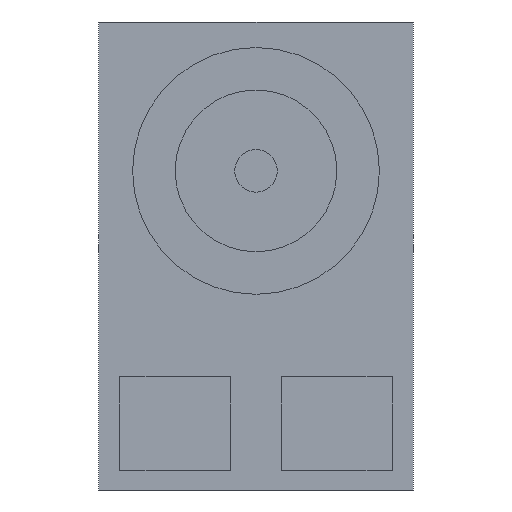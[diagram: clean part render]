
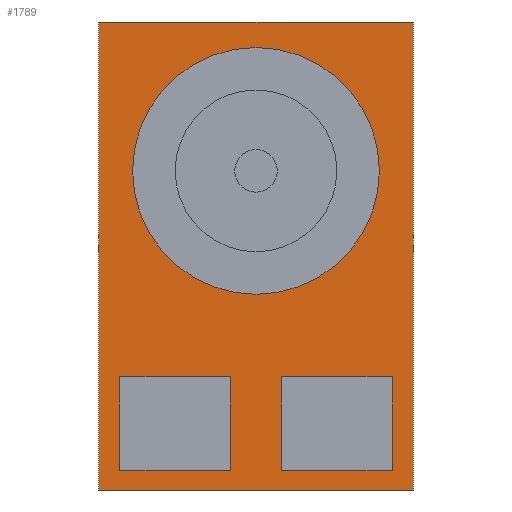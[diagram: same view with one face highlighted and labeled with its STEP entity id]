
A CAD part, front view. The second image highlights one B-rep face of the part: STEP entity #1789.
In plain terms, the highlighted planar face has unit normal (0, -1, 0).
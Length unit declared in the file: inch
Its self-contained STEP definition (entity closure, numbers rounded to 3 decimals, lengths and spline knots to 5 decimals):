
#3 = LINE ( 'NONE', #300, #172 ) ;
#5 = EDGE_CURVE ( 'NONE', #940, #914, #1005, .T. ) ;
#11 = CARTESIAN_POINT ( 'NONE',  ( -0.00591, 0., -0.02795 ) ) ;
#21 = LINE ( 'NONE', #1341, #646 ) ;
#58 = ORIENTED_EDGE ( 'NONE', *, *, #1639, .F. ) ;
#66 = CARTESIAN_POINT ( 'NONE',  ( 0., 0., 0.01969 ) ) ;
#75 = EDGE_CURVE ( 'NONE', #1548, #1392, #187, .T. ) ;
#83 = DIRECTION ( 'NONE',  ( 0., 0., -1. ) ) ;
#106 = VECTOR ( 'NONE', #83, 39.37008 ) ;
#113 = EDGE_CURVE ( 'NONE', #1017, #592, #1864, .T. ) ;
#118 = DIRECTION ( 'NONE',  ( 0., 0., 1. ) ) ;
#125 = EDGE_CURVE ( 'NONE', #592, #1020, #1704, .T. ) ;
#144 = EDGE_CURVE ( 'NONE', #1043, #685, #825, .T. ) ;
#157 = VERTEX_POINT ( 'NONE', #674 ) ;
#159 = CARTESIAN_POINT ( 'NONE',  ( 0., 0., 0.01969 ) ) ;
#167 = CARTESIAN_POINT ( 'NONE',  ( 0.03642, 0., -0.05413 ) ) ;
#172 = VECTOR ( 'NONE', #1075, 39.37008 ) ;
#187 = LINE ( 'NONE', #336, #830 ) ;
#203 = CARTESIAN_POINT ( 'NONE',  ( 0.03642, 0., 0.05413 ) ) ;
#210 = CARTESIAN_POINT ( 'NONE',  ( -0.0315, 0., -0.04961 ) ) ;
#239 = DIRECTION ( 'NONE',  ( 0., 0., -1. ) ) ;
#256 = EDGE_CURVE ( 'NONE', #534, #157, #21, .T. ) ;
#264 = CARTESIAN_POINT ( 'NONE',  ( 0., 0., 0. ) ) ;
#267 = CARTESIAN_POINT ( 'NONE',  ( -0.03642, 0., -0.05413 ) ) ;
#300 = CARTESIAN_POINT ( 'NONE',  ( 0.0315, 0., -0.02795 ) ) ;
#305 = FACE_BOUND ( 'NONE', #583, .T. ) ;
#318 = CARTESIAN_POINT ( 'NONE',  ( -0.00591, 0., -0.02795 ) ) ;
#336 = CARTESIAN_POINT ( 'NONE',  ( -0.0315, 0., -0.02795 ) ) ;
#359 = EDGE_CURVE ( 'NONE', #914, #940, #1264, .T. ) ;
#364 = DIRECTION ( 'NONE',  ( 1., 0., 0. ) ) ;
#390 = EDGE_LOOP ( 'NONE', ( #1231, #58, #1763, #1335 ) ) ;
#392 = CARTESIAN_POINT ( 'NONE',  ( 0.00591, 0., -0.02795 ) ) ;
#402 = CARTESIAN_POINT ( 'NONE',  ( 0.0315, 0., -0.04961 ) ) ;
#417 = CARTESIAN_POINT ( 'NONE',  ( 0.00591, 0., -0.04961 ) ) ;
#438 = CARTESIAN_POINT ( 'NONE',  ( 0.03642, 0., 0.05413 ) ) ;
#443 = AXIS2_PLACEMENT_3D ( 'NONE', #66, #964, #364 ) ;
#445 = ORIENTED_EDGE ( 'NONE', *, *, #1373, .F. ) ;
#519 = ORIENTED_EDGE ( 'NONE', *, *, #75, .F. ) ;
#534 = VERTEX_POINT ( 'NONE', #417 ) ;
#551 = EDGE_CURVE ( 'NONE', #609, #1017, #1447, .T. ) ;
#575 = FACE_OUTER_BOUND ( 'NONE', #795, .T. ) ;
#578 = CARTESIAN_POINT ( 'NONE',  ( 0.02854, 0., 0.01969 ) ) ;
#583 = EDGE_LOOP ( 'NONE', ( #519, #1702, #612, #1748 ) ) ;
#592 = VERTEX_POINT ( 'NONE', #1622 ) ;
#609 = VERTEX_POINT ( 'NONE', #167 ) ;
#612 = ORIENTED_EDGE ( 'NONE', *, *, #144, .F. ) ;
#646 = VECTOR ( 'NONE', #1195, 39.37008 ) ;
#650 = ORIENTED_EDGE ( 'NONE', *, *, #359, .F. ) ;
#674 = CARTESIAN_POINT ( 'NONE',  ( 0.0315, 0., -0.04961 ) ) ;
#685 = VERTEX_POINT ( 'NONE', #318 ) ;
#703 = CARTESIAN_POINT ( 'NONE',  ( 0.00591, 0., -0.02795 ) ) ;
#707 = FACE_BOUND ( 'NONE', #390, .T. ) ;
#795 = EDGE_LOOP ( 'NONE', ( #1308, #445, #1387, #1225 ) ) ;
#799 = VECTOR ( 'NONE', #1471, 39.37008 ) ;
#825 = LINE ( 'NONE', #1134, #1776 ) ;
#830 = VECTOR ( 'NONE', #1762, 39.37008 ) ;
#840 = DIRECTION ( 'NONE',  ( 1., 0., 0. ) ) ;
#846 = DIRECTION ( 'NONE',  ( 0., 0., 1. ) ) ;
#914 = VERTEX_POINT ( 'NONE', #578 ) ;
#940 = VERTEX_POINT ( 'NONE', #1154 ) ;
#953 = DIRECTION ( 'NONE',  ( 1., 0., 0. ) ) ;
#964 = DIRECTION ( 'NONE',  ( 0., -1., 0. ) ) ;
#986 = CARTESIAN_POINT ( 'NONE',  ( -0.03642, 0., 0.05413 ) ) ;
#991 = VERTEX_POINT ( 'NONE', #1506 ) ;
#999 = AXIS2_PLACEMENT_3D ( 'NONE', #264, #1467, #1740 ) ;
#1005 = CIRCLE ( 'NONE', #1495, 0.02854 ) ;
#1015 = CARTESIAN_POINT ( 'NONE',  ( -0.03642, 0., -0.05413 ) ) ;
#1017 = VERTEX_POINT ( 'NONE', #1015 ) ;
#1020 = VERTEX_POINT ( 'NONE', #438 ) ;
#1043 = VERTEX_POINT ( 'NONE', #1363 ) ;
#1055 = EDGE_CURVE ( 'NONE', #991, #1465, #3, .T. ) ;
#1075 = DIRECTION ( 'NONE',  ( -1., 0., 0. ) ) ;
#1106 = LINE ( 'NONE', #402, #1116 ) ;
#1116 = VECTOR ( 'NONE', #1391, 39.37008 ) ;
#1134 = CARTESIAN_POINT ( 'NONE',  ( -0.00591, 0., -0.04961 ) ) ;
#1146 = VECTOR ( 'NONE', #1596, 39.37008 ) ;
#1152 = LINE ( 'NONE', #11, #1146 ) ;
#1154 = CARTESIAN_POINT ( 'NONE',  ( -0.02854, 0., 0.01969 ) ) ;
#1156 = EDGE_CURVE ( 'NONE', #157, #991, #1106, .T. ) ;
#1174 = FACE_BOUND ( 'NONE', #1793, .T. ) ;
#1195 = DIRECTION ( 'NONE',  ( 1., 0., 0. ) ) ;
#1225 = ORIENTED_EDGE ( 'NONE', *, *, #113, .F. ) ;
#1231 = ORIENTED_EDGE ( 'NONE', *, *, #256, .F. ) ;
#1241 = EDGE_CURVE ( 'NONE', #685, #1548, #1152, .T. ) ;
#1263 = ORIENTED_EDGE ( 'NONE', *, *, #5, .F. ) ;
#1264 = CIRCLE ( 'NONE', #443, 0.02854 ) ;
#1295 = EDGE_CURVE ( 'NONE', #1392, #1043, #1667, .T. ) ;
#1306 = VECTOR ( 'NONE', #239, 39.37008 ) ;
#1308 = ORIENTED_EDGE ( 'NONE', *, *, #551, .F. ) ;
#1319 = PLANE ( 'NONE',  #999 ) ;
#1335 = ORIENTED_EDGE ( 'NONE', *, *, #1156, .F. ) ;
#1341 = CARTESIAN_POINT ( 'NONE',  ( 0.00591, 0., -0.04961 ) ) ;
#1363 = CARTESIAN_POINT ( 'NONE',  ( -0.00591, 0., -0.04961 ) ) ;
#1373 = EDGE_CURVE ( 'NONE', #1020, #609, #1413, .T. ) ;
#1380 = VECTOR ( 'NONE', #846, 39.37008 ) ;
#1387 = ORIENTED_EDGE ( 'NONE', *, *, #125, .F. ) ;
#1391 = DIRECTION ( 'NONE',  ( 0., 0., 1. ) ) ;
#1392 = VERTEX_POINT ( 'NONE', #1674 ) ;
#1413 = LINE ( 'NONE', #203, #106 ) ;
#1423 = DIRECTION ( 'NONE',  ( 1., 0., 0. ) ) ;
#1447 = LINE ( 'NONE', #1733, #799 ) ;
#1465 = VERTEX_POINT ( 'NONE', #703 ) ;
#1467 = DIRECTION ( 'NONE',  ( 0., 1., 0. ) ) ;
#1471 = DIRECTION ( 'NONE',  ( -1., 0., 0. ) ) ;
#1495 = AXIS2_PLACEMENT_3D ( 'NONE', #159, #1569, #840 ) ;
#1506 = CARTESIAN_POINT ( 'NONE',  ( 0.0315, 0., -0.02795 ) ) ;
#1537 = VECTOR ( 'NONE', #1423, 39.37008 ) ;
#1548 = VERTEX_POINT ( 'NONE', #1709 ) ;
#1569 = DIRECTION ( 'NONE',  ( 0., -1., 0. ) ) ;
#1576 = VECTOR ( 'NONE', #953, 39.37008 ) ;
#1596 = DIRECTION ( 'NONE',  ( -1., 0., 0. ) ) ;
#1622 = CARTESIAN_POINT ( 'NONE',  ( -0.03642, 0., 0.05413 ) ) ;
#1639 = EDGE_CURVE ( 'NONE', #1465, #534, #1694, .T. ) ;
#1667 = LINE ( 'NONE', #210, #1576 ) ;
#1674 = CARTESIAN_POINT ( 'NONE',  ( -0.0315, 0., -0.04961 ) ) ;
#1694 = LINE ( 'NONE', #392, #1306 ) ;
#1702 = ORIENTED_EDGE ( 'NONE', *, *, #1241, .F. ) ;
#1704 = LINE ( 'NONE', #986, #1537 ) ;
#1709 = CARTESIAN_POINT ( 'NONE',  ( -0.0315, 0., -0.02795 ) ) ;
#1733 = CARTESIAN_POINT ( 'NONE',  ( 0.03642, 0., -0.05413 ) ) ;
#1740 = DIRECTION ( 'NONE',  ( 1., 0., 0. ) ) ;
#1748 = ORIENTED_EDGE ( 'NONE', *, *, #1295, .F. ) ;
#1762 = DIRECTION ( 'NONE',  ( 0., 0., -1. ) ) ;
#1763 = ORIENTED_EDGE ( 'NONE', *, *, #1055, .F. ) ;
#1776 = VECTOR ( 'NONE', #118, 39.37008 ) ;
#1789 = ADVANCED_FACE ( 'NONE', ( #575, #1174, #707, #305 ), #1319, .F. ) ;
#1793 = EDGE_LOOP ( 'NONE', ( #1263, #650 ) ) ;
#1864 = LINE ( 'NONE', #267, #1380 ) ;
